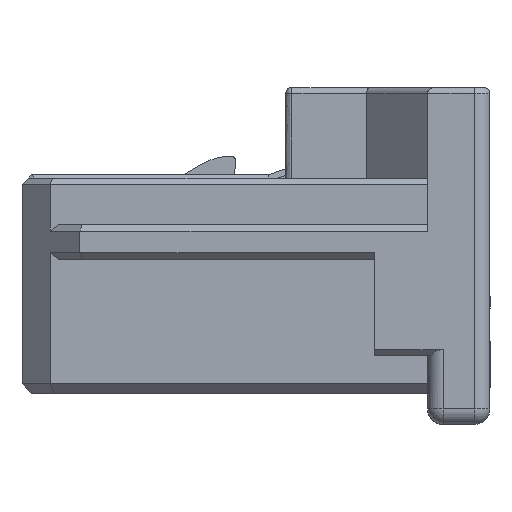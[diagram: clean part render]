
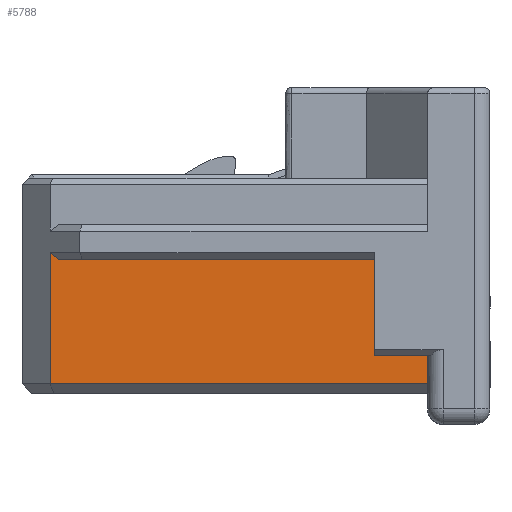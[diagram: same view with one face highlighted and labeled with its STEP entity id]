
A CAD part, left-side view. The second image highlights one B-rep face of the part: STEP entity #5788.
In plain terms, the highlighted planar face has unit normal (-1, 0, 0).
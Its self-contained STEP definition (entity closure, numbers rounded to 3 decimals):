
#35=CARTESIAN_POINT('',(-15.,3.7,1.2));
#36=VERTEX_POINT('',#35);
#37=CARTESIAN_POINT('',(-15.,2.,1.2));
#38=VERTEX_POINT('',#37);
#39=CARTESIAN_POINT('',(-15.,3.7,1.2));
#40=DIRECTION('',(0.,-1.,0.));
#41=VECTOR('',#40,1.7);
#42=LINE('',#39,#41);
#43=EDGE_CURVE('',#36,#38,#42,.T.);
#116=CARTESIAN_POINT('',(-15.,3.7,4.3));
#117=VERTEX_POINT('',#116);
#134=CARTESIAN_POINT('',(-15.,13.817,4.3));
#135=VERTEX_POINT('',#134);
#142=CARTESIAN_POINT('',(-15.,13.817,4.3));
#143=DIRECTION('',(0.,-1.,0.));
#144=VECTOR('',#143,10.117);
#145=LINE('',#142,#144);
#146=EDGE_CURVE('',#135,#117,#145,.T.);
#156=CARTESIAN_POINT('',(-15.,14.1,0.3));
#157=VERTEX_POINT('',#156);
#174=CARTESIAN_POINT('',(-15.,2.,0.3));
#175=VERTEX_POINT('',#174);
#182=CARTESIAN_POINT('',(-15.,2.,0.3));
#183=DIRECTION('',(0.,1.,0.));
#184=VECTOR('',#183,12.1);
#185=LINE('',#182,#184);
#186=EDGE_CURVE('',#175,#157,#185,.T.);
#5752=CARTESIAN_POINT('',(-15.,8.05,2.25));
#5753=DIRECTION('',(0.,-1.,0.));
#5754=DIRECTION('',(-1.,0.,0.));
#5755=AXIS2_PLACEMENT_3D('',#5752,#5754,#5753);
#5756=PLANE('',#5755);
#5757=ORIENTED_EDGE('',*,*,#186,.F.);
#5758=CARTESIAN_POINT('',(-15.,2.,0.3));
#5759=DIRECTION('',(0.,0.,1.));
#5760=VECTOR('',#5759,0.9);
#5761=LINE('',#5758,#5760);
#5762=EDGE_CURVE('',#175,#38,#5761,.T.);
#5763=ORIENTED_EDGE('',*,*,#5762,.T.);
#5764=ORIENTED_EDGE('',*,*,#43,.F.);
#5765=CARTESIAN_POINT('',(-15.,3.7,1.2));
#5766=DIRECTION('',(0.,0.,1.));
#5767=VECTOR('',#5766,3.1);
#5768=LINE('',#5765,#5767);
#5769=EDGE_CURVE('',#36,#117,#5768,.T.);
#5770=ORIENTED_EDGE('',*,*,#5769,.T.);
#5771=ORIENTED_EDGE('',*,*,#146,.F.);
#5772=CARTESIAN_POINT('',(-15.,14.1,4.5));
#5773=VERTEX_POINT('',#5772);
#5774=CARTESIAN_POINT('',(-15.,13.817,4.3));
#5775=DIRECTION('',(0.,0.816,0.577));
#5776=VECTOR('',#5775,0.346);
#5777=LINE('',#5774,#5776);
#5778=EDGE_CURVE('',#135,#5773,#5777,.T.);
#5779=ORIENTED_EDGE('',*,*,#5778,.T.);
#5780=CARTESIAN_POINT('',(-15.,14.1,4.5));
#5781=DIRECTION('',(0.,0.,-1.));
#5782=VECTOR('',#5781,4.2);
#5783=LINE('',#5780,#5782);
#5784=EDGE_CURVE('',#5773,#157,#5783,.T.);
#5785=ORIENTED_EDGE('',*,*,#5784,.T.);
#5786=EDGE_LOOP('',(#5757,#5763,#5764,#5770,#5771,#5779,#5785));
#5787=FACE_OUTER_BOUND('',#5786,.T.);
#5788=ADVANCED_FACE('',(#5787),#5756,.T.);
